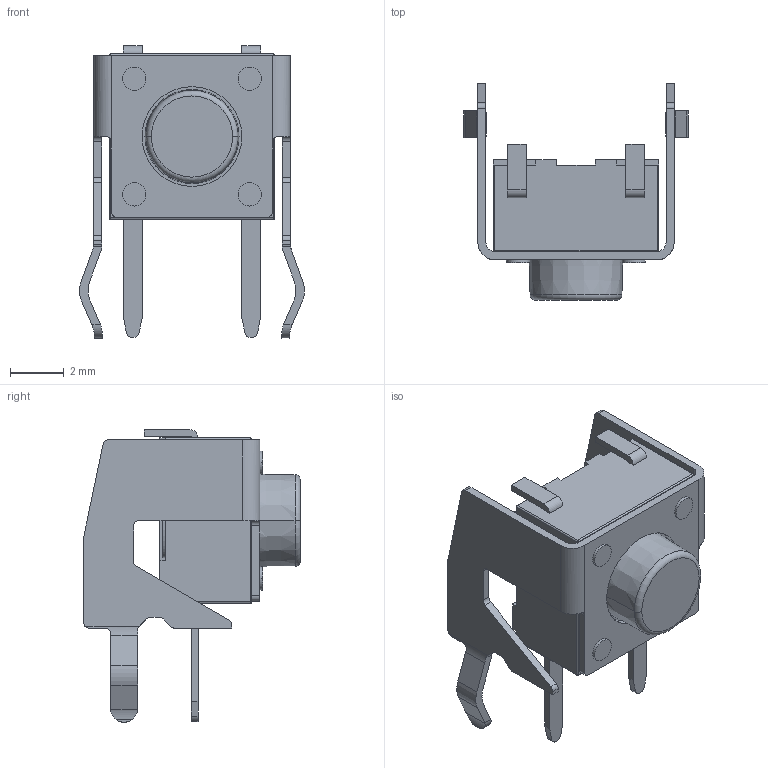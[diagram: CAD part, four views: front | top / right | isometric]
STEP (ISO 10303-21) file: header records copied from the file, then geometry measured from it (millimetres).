
FILE_DESCRIPTION (( 'STEP AP214' ), '1' );
FILE_NAME ('KEY-TH_4P-L7.5-W6.8-P4.50-LS7.2.step', '2022-07-02T15:43:10', ( '' ), ( '' ), 'SwSTEP 2.0', 'SolidWorks 2020', '' );
FILE_SCHEMA (( 'AUTOMOTIVE_DESIGN' ));
Length unit declared in the file: millimetre
Products named in the file (1): KEY-TH_4P-L7.5-W6.8-P4.50-LS7.2
Bounding box: 8.37 x 8.05 x 10.88 mm (x, y, z)
Volume: 134.2 mm3; surface area: 504.4 mm2
Topology: 2 solids, 3 shells, 547 faces, 1472 edges, 969 vertices
Faces by surface type: plane 324, bspline 137, cylinder 82, torus 2, cone 2
Entity records: 24583 total; most frequent: CARTESIAN_POINT 5657, ORIENTED_EDGE 2936, DIRECTION 2193, EDGE_CURVE 1468, LINE 1009, VECTOR 1009, VERTEX_POINT 969, AXIS2_PLACEMENT_3D 592
